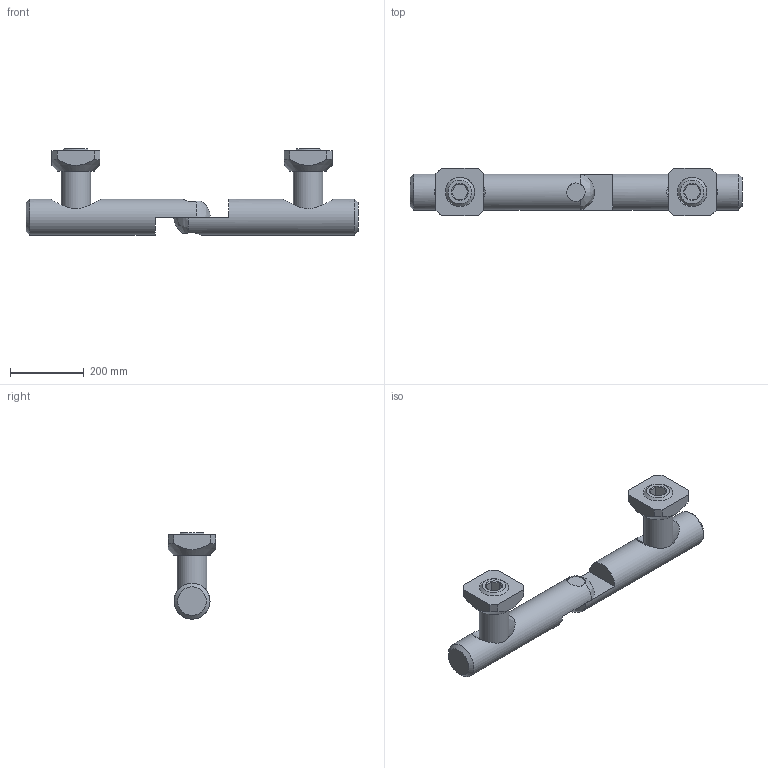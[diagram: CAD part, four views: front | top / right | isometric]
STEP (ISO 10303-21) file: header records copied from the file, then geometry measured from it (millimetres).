
FILE_DESCRIPTION(/* description */ (''),/* implementation_level */ '2;1');
FILE_NAME(/* name */ '41-222-1.stp',/* time_stamp */ '2024-08-13T14:28:59-04:00',/* author */ ('esanner'),/* organization */ (''),/* preprocessor_version */ 'ST-DEVELOPER v19',/* originating_system */ 'AutoCAD Mechanical',/* authorisation */ '');
FILE_SCHEMA (('AUTOMOTIVE_DESIGN { 1 0 10303 214 3 1 1 }'));
Length unit declared in the file: millimetre
Products named in the file (2): Product; M8X20 cone-tipped set screw
Assembly tree (2 placements, depth 2):
  Product
    M8X20 cone-tipped set screw  x2
Bounding box: 900.37 x 130 x 234.01 mm (x, y, z)
Volume: 8569293.6 mm3; surface area: 535487 mm2
Topology: 6 solids, 6 shells, 84 faces, 185 edges, 115 vertices
Faces by surface type: plane 48, cone 26, cylinder 8, bspline 2
Full cylindrical faces by diameter (mm): 50 x2, 68 x2, 80 x2, 97.5 x2
Entity records: 2228 total; most frequent: CARTESIAN_POINT 747, ORIENTED_EDGE 302, DIRECTION 291, EDGE_CURVE 151, AXIS2_PLACEMENT_3D 110, VERTEX_POINT 98, EDGE_LOOP 73, LINE 71
